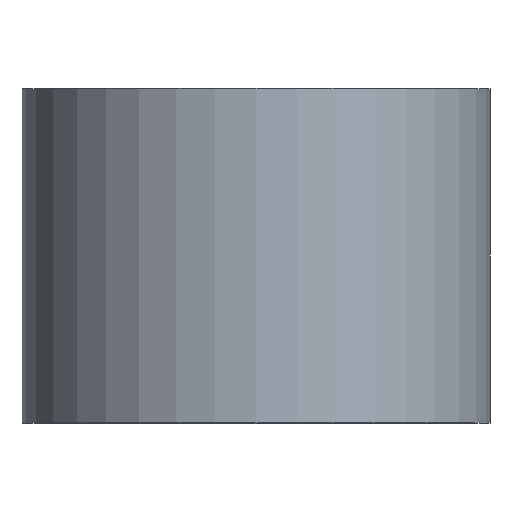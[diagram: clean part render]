
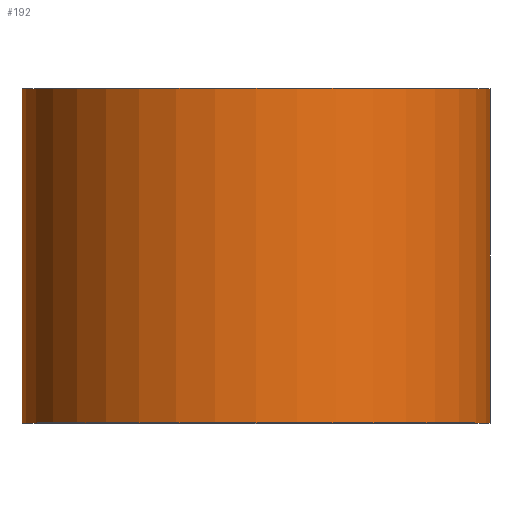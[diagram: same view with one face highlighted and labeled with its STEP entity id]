
A CAD part, top view. The second image highlights one B-rep face of the part: STEP entity #192.
In plain terms, the highlighted cylindrical face has radius 7 mm (diameter 14 mm), a full revolution.
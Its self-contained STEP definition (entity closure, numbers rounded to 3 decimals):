
#16=FACE_BOUND('',#46,.T.);
#34=FACE_OUTER_BOUND('',#45,.T.);
#45=EDGE_LOOP('',(#164,#165,#166,#167));
#46=EDGE_LOOP('',(#168));
#51=B_SPLINE_CURVE_WITH_KNOTS('',3,(#274,#275,#276,#277,#278,#279,#280,
#281,#282,#283,#284,#285,#286,#287,#288,#289,#290,#291,#292,#293,#294,#295,
#296,#297,#298,#299,#300,#301,#302,#303,#304,#305,#306,#307),
 .UNSPECIFIED.,.T.,.F.,(4,2,2,2,2,2,2,2,2,2,2,2,2,2,2,2,4),(0.,0.057,
0.113,0.17,0.227,0.283,
0.34,0.397,0.454,0.51,
0.567,0.624,0.68,0.737,
0.794,0.85,0.907),.UNSPECIFIED.);
#71=LINE('',#348,#91);
#91=VECTOR('',#261,7.);
#93=CIRCLE('',#216,7.);
#94=CIRCLE('',#217,7.);
#96=VERTEX_POINT('',#272);
#109=VERTEX_POINT('',#345);
#110=VERTEX_POINT('',#347);
#113=EDGE_CURVE('',#96,#96,#51,.T.);
#132=EDGE_CURVE('',#109,#109,#93,.T.);
#133=EDGE_CURVE('',#109,#110,#71,.T.);
#134=EDGE_CURVE('',#110,#110,#94,.T.);
#164=ORIENTED_EDGE('',*,*,#132,.F.);
#165=ORIENTED_EDGE('',*,*,#133,.T.);
#166=ORIENTED_EDGE('',*,*,#134,.T.);
#167=ORIENTED_EDGE('',*,*,#133,.F.);
#168=ORIENTED_EDGE('',*,*,#113,.T.);
#184=CYLINDRICAL_SURFACE('',#215,7.);
#192=ADVANCED_FACE('',(#34,#16),#184,.T.);
#215=AXIS2_PLACEMENT_3D('',#344,#257,#258);
#216=AXIS2_PLACEMENT_3D('',#346,#259,#260);
#217=AXIS2_PLACEMENT_3D('',#349,#262,#263);
#257=DIRECTION('center_axis',(0.,1.,0.));
#258=DIRECTION('ref_axis',(1.,0.,0.));
#259=DIRECTION('center_axis',(0.,1.,0.));
#260=DIRECTION('ref_axis',(1.,0.,0.));
#261=DIRECTION('',(0.,-1.,0.));
#262=DIRECTION('center_axis',(0.,1.,0.));
#263=DIRECTION('ref_axis',(1.,0.,0.));
#272=CARTESIAN_POINT('',(-6.671,5.,-2.12));
#274=CARTESIAN_POINT('Ctrl Pts',(-6.671,5.,-2.12));
#275=CARTESIAN_POINT('Ctrl Pts',(-6.671,4.811,-2.12));
#276=CARTESIAN_POINT('Ctrl Pts',(-6.66,4.61,-2.157));
#277=CARTESIAN_POINT('Ctrl Pts',(-6.61,4.24,-2.305));
#278=CARTESIAN_POINT('Ctrl Pts',(-6.571,4.072,-2.416));
#279=CARTESIAN_POINT('Ctrl Pts',(-6.474,3.806,-2.666));
#280=CARTESIAN_POINT('Ctrl Pts',(-6.408,3.691,-2.823));
#281=CARTESIAN_POINT('Ctrl Pts',(-6.25,3.538,-3.158));
#282=CARTESIAN_POINT('Ctrl Pts',(-6.157,3.5,-3.336));
#283=CARTESIAN_POINT('Ctrl Pts',(-5.968,3.5,-3.664));
#284=CARTESIAN_POINT('Ctrl Pts',(-5.86,3.538,-3.834));
#285=CARTESIAN_POINT('Ctrl Pts',(-5.649,3.691,-4.138));
#286=CARTESIAN_POINT('Ctrl Pts',(-5.546,3.806,-4.273));
#287=CARTESIAN_POINT('Ctrl Pts',(-5.378,4.072,-4.483));
#288=CARTESIAN_POINT('Ctrl Pts',(-5.301,4.24,-4.572));
#289=CARTESIAN_POINT('Ctrl Pts',(-5.198,4.61,-4.689));
#290=CARTESIAN_POINT('Ctrl Pts',(-5.171,4.811,-4.718));
#291=CARTESIAN_POINT('Ctrl Pts',(-5.171,5.189,-4.718));
#292=CARTESIAN_POINT('Ctrl Pts',(-5.198,5.39,-4.689));
#293=CARTESIAN_POINT('Ctrl Pts',(-5.301,5.76,-4.572));
#294=CARTESIAN_POINT('Ctrl Pts',(-5.378,5.928,-4.483));
#295=CARTESIAN_POINT('Ctrl Pts',(-5.546,6.194,-4.273));
#296=CARTESIAN_POINT('Ctrl Pts',(-5.649,6.309,-4.138));
#297=CARTESIAN_POINT('Ctrl Pts',(-5.86,6.462,-3.834));
#298=CARTESIAN_POINT('Ctrl Pts',(-5.968,6.5,-3.664));
#299=CARTESIAN_POINT('Ctrl Pts',(-6.157,6.5,-3.336));
#300=CARTESIAN_POINT('Ctrl Pts',(-6.25,6.462,-3.158));
#301=CARTESIAN_POINT('Ctrl Pts',(-6.408,6.309,-2.823));
#302=CARTESIAN_POINT('Ctrl Pts',(-6.474,6.194,-2.666));
#303=CARTESIAN_POINT('Ctrl Pts',(-6.571,5.928,-2.416));
#304=CARTESIAN_POINT('Ctrl Pts',(-6.61,5.76,-2.305));
#305=CARTESIAN_POINT('Ctrl Pts',(-6.66,5.39,-2.157));
#306=CARTESIAN_POINT('Ctrl Pts',(-6.671,5.189,-2.12));
#307=CARTESIAN_POINT('Ctrl Pts',(-6.671,5.,-2.12));
#344=CARTESIAN_POINT('Origin',(0.,0.,0.));
#345=CARTESIAN_POINT('',(-7.,10.,0.));
#346=CARTESIAN_POINT('Origin',(0.,10.,0.));
#347=CARTESIAN_POINT('',(-7.,0.,0.));
#348=CARTESIAN_POINT('',(-7.,0.,0.));
#349=CARTESIAN_POINT('Origin',(0.,0.,0.));
